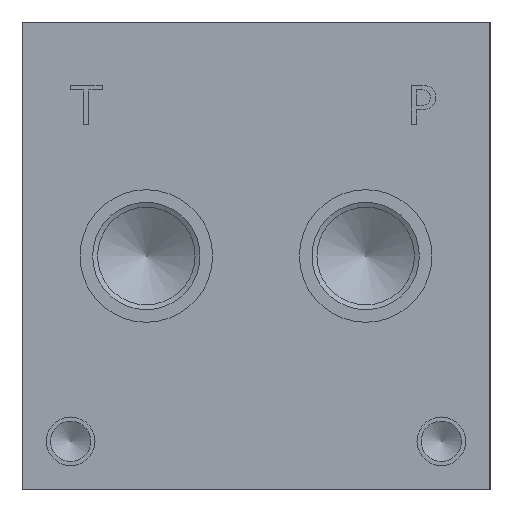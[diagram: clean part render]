
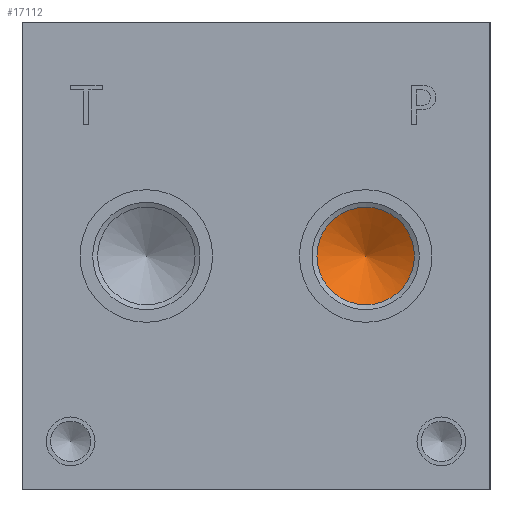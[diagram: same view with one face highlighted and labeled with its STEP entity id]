
A CAD part, left-side view. The second image highlights one B-rep face of the part: STEP entity #17112.
In plain terms, the highlighted conical face has half-angle 60 degrees and reference radius 3.969 mm.
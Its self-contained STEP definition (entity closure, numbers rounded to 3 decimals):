
#159=CONICAL_SURFACE('',#17944,3.969,1.047);
#360=CIRCLE('',#17945,7.938);
#361=CIRCLE('',#17946,7.938);
#2042=FACE_OUTER_BOUND('',#3042,.T.);
#3042=EDGE_LOOP('',(#14637,#14638,#14639,#14640));
#4651=LINE('',#28994,#6150);
#6150=VECTOR('',#21071,3.969);
#8050=VERTEX_POINT('',#28990);
#8051=VERTEX_POINT('',#28991);
#8052=VERTEX_POINT('',#28993);
#10346=EDGE_CURVE('',#8050,#8051,#360,.T.);
#10347=EDGE_CURVE('',#8051,#8052,#4651,.T.);
#10348=EDGE_CURVE('',#8051,#8050,#361,.T.);
#14637=ORIENTED_EDGE('',*,*,#10346,.T.);
#14638=ORIENTED_EDGE('',*,*,#10347,.T.);
#14639=ORIENTED_EDGE('',*,*,#10347,.F.);
#14640=ORIENTED_EDGE('',*,*,#10348,.T.);
#17112=ADVANCED_FACE('',(#2042),#159,.F.);
#17944=AXIS2_PLACEMENT_3D('',#28989,#21067,#21068);
#17945=AXIS2_PLACEMENT_3D('',#28992,#21069,#21070);
#17946=AXIS2_PLACEMENT_3D('',#28995,#21072,#21073);
#21067=DIRECTION('center_axis',(-1.,0.,0.));
#21068=DIRECTION('ref_axis',(0.,1.,0.));
#21069=DIRECTION('center_axis',(-1.,0.,0.));
#21070=DIRECTION('ref_axis',(0.,1.,0.));
#21071=DIRECTION('',(0.5,0.866,0.));
#21072=DIRECTION('center_axis',(-1.,0.,0.));
#21073=DIRECTION('ref_axis',(0.,1.,0.));
#28989=CARTESIAN_POINT('Origin',(34.041,20.244,38.1));
#28990=CARTESIAN_POINT('',(31.75,28.181,38.1));
#28991=CARTESIAN_POINT('',(31.75,12.306,38.1));
#28992=CARTESIAN_POINT('Origin',(31.75,20.244,38.1));
#28993=CARTESIAN_POINT('',(36.333,20.244,38.1));
#28994=CARTESIAN_POINT('',(34.041,16.275,38.1));
#28995=CARTESIAN_POINT('Origin',(31.75,20.244,38.1));
